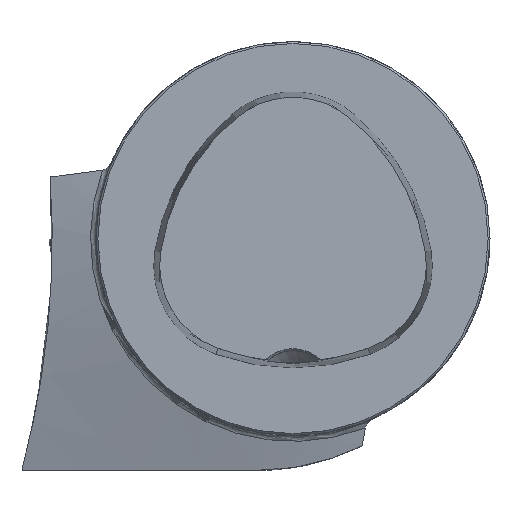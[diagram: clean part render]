
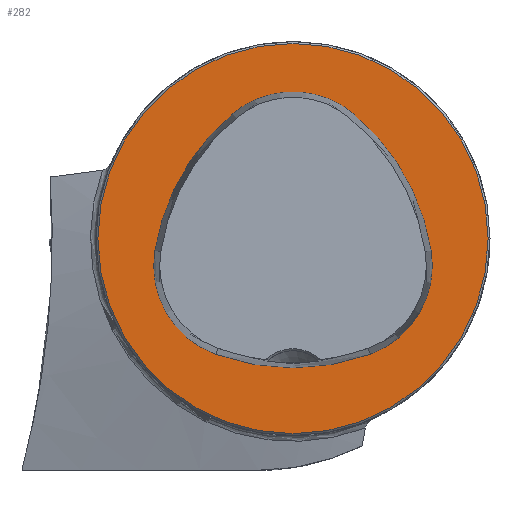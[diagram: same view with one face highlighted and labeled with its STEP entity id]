
A CAD part, top view. The second image highlights one B-rep face of the part: STEP entity #282.
In plain terms, the highlighted planar face has unit normal (0, 0, 1).
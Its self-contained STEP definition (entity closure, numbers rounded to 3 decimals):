
#113=FACE_BOUND('',#485,.T.);
#114=FACE_BOUND('',#486,.T.);
#282=ADVANCED_FACE('CU_E_LO_SU_1',(#113,#114),#355,.T.);
#355=PLANE('',#1654);
#485=EDGE_LOOP('',(#719,#720,#721,#722,#723,#724));
#486=EDGE_LOOP('',(#725));
#563=CIRCLE('',#1645,36.075);
#565=CIRCLE('',#1648,36.075);
#566=CIRCLE('',#1649,15.075);
#567=CIRCLE('',#1650,36.075);
#568=CIRCLE('',#1651,15.075);
#569=CIRCLE('',#1652,15.075);
#570=CIRCLE('',#1653,31.2);
#719=ORIENTED_EDGE('',*,*,#1264,.F.);
#720=ORIENTED_EDGE('',*,*,#1265,.F.);
#721=ORIENTED_EDGE('',*,*,#1266,.F.);
#722=ORIENTED_EDGE('',*,*,#1267,.F.);
#723=ORIENTED_EDGE('',*,*,#1261,.F.);
#724=ORIENTED_EDGE('',*,*,#1268,.F.);
#725=ORIENTED_EDGE('',*,*,#1269,.T.);
#1100=VERTEX_POINT('',#2752);
#1101=VERTEX_POINT('',#2754);
#1103=VERTEX_POINT('',#2760);
#1104=VERTEX_POINT('',#2761);
#1105=VERTEX_POINT('',#2763);
#1106=VERTEX_POINT('',#2765);
#1107=VERTEX_POINT('',#2769);
#1261=EDGE_CURVE('',#1100,#1101,#563,.T.);
#1264=EDGE_CURVE('',#1103,#1104,#565,.T.);
#1265=EDGE_CURVE('',#1105,#1103,#566,.T.);
#1266=EDGE_CURVE('',#1106,#1105,#567,.T.);
#1267=EDGE_CURVE('',#1101,#1106,#568,.T.);
#1268=EDGE_CURVE('',#1104,#1100,#569,.T.);
#1269=EDGE_CURVE('',#1107,#1107,#570,.T.);
#1645=AXIS2_PLACEMENT_3D('',#2753,#1855,#1856);
#1648=AXIS2_PLACEMENT_3D('',#2759,#1862,#1863);
#1649=AXIS2_PLACEMENT_3D('',#2762,#1864,#1865);
#1650=AXIS2_PLACEMENT_3D('',#2764,#1866,#1867);
#1651=AXIS2_PLACEMENT_3D('',#2766,#1868,#1869);
#1652=AXIS2_PLACEMENT_3D('',#2767,#1870,#1871);
#1653=AXIS2_PLACEMENT_3D('',#2768,#1872,#1873);
#1654=AXIS2_PLACEMENT_3D('',#2770,#1874,#1875);
#1855=DIRECTION('',(0.,0.,1.));
#1856=DIRECTION('',(1.,0.,0.));
#1862=DIRECTION('',(0.,0.,1.));
#1863=DIRECTION('',(1.,0.,0.));
#1864=DIRECTION('',(0.,0.,1.));
#1865=DIRECTION('',(1.,0.,0.));
#1866=DIRECTION('',(0.,0.,1.));
#1867=DIRECTION('',(1.,0.,0.));
#1868=DIRECTION('',(0.,0.,1.));
#1869=DIRECTION('',(1.,0.,0.));
#1870=DIRECTION('',(0.,0.,1.));
#1871=DIRECTION('',(1.,0.,0.));
#1872=DIRECTION('',(0.,0.,1.));
#1873=DIRECTION('',(1.,0.,0.));
#1874=DIRECTION('',(0.,0.,1.));
#1875=DIRECTION('',(1.,0.,0.));
#2752=CARTESIAN_POINT('',(-12.368,-18.489,0.));
#2753=CARTESIAN_POINT('',(0.,15.4,0.));
#2754=CARTESIAN_POINT('',(12.368,-18.489,0.));
#2759=CARTESIAN_POINT('',(13.535,-7.656,0.));
#2760=CARTESIAN_POINT('',(-9.716,19.927,0.));
#2761=CARTESIAN_POINT('',(-22.084,-1.937,0.));
#2762=CARTESIAN_POINT('',(0.,8.4,0.));
#2763=CARTESIAN_POINT('',(9.716,19.927,0.));
#2764=CARTESIAN_POINT('',(-13.535,-7.656,0.));
#2765=CARTESIAN_POINT('',(22.084,-1.937,0.));
#2766=CARTESIAN_POINT('',(7.2,-4.327,0.));
#2767=CARTESIAN_POINT('',(-7.2,-4.327,0.));
#2768=CARTESIAN_POINT('',(0.,0.,0.));
#2769=CARTESIAN_POINT('',(31.2,0.,0.));
#2770=CARTESIAN_POINT('',(0.,0.,0.));
